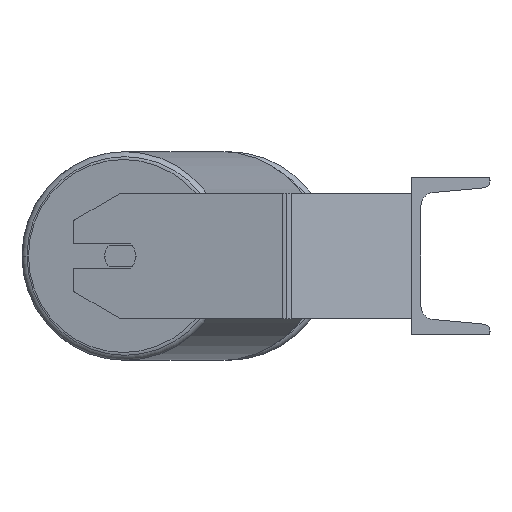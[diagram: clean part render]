
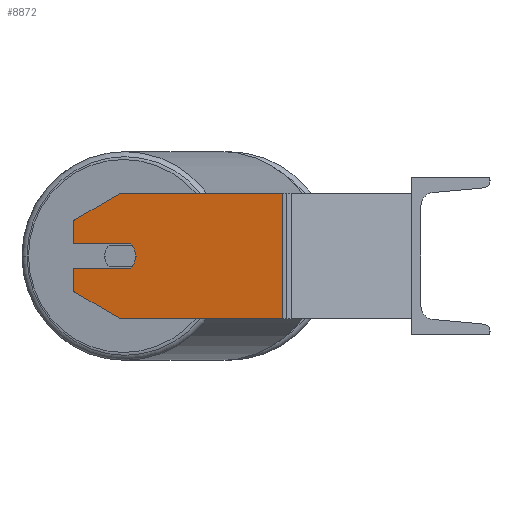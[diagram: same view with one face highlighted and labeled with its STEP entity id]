
A CAD part, left-side view. The second image highlights one B-rep face of the part: STEP entity #8872.
In plain terms, the highlighted planar face has unit normal (-0.985, 0.174, 0).
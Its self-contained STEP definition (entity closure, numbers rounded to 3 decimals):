
#199 = VERTEX_POINT ( 'NONE', #1509 ) ;
#233 = DIRECTION ( 'NONE',  ( -0.174, -0.985, 0. ) ) ;
#334 = ORIENTED_EDGE ( 'NONE', *, *, #7378, .T. ) ;
#421 = CARTESIAN_POINT ( 'NONE',  ( -582.067, 175.909, 0. ) ) ;
#481 = CARTESIAN_POINT ( 'NONE',  ( -580.33, 185.757, 40. ) ) ;
#601 = CARTESIAN_POINT ( 'NONE',  ( -575.121, 215.301, 22.679 ) ) ;
#621 = VERTEX_POINT ( 'NONE', #481 ) ;
#659 = DIRECTION ( 'NONE',  ( 0.985, -0.174, 0. ) ) ;
#712 = VECTOR ( 'NONE', #7301, 1000. ) ;
#751 = VERTEX_POINT ( 'NONE', #4743 ) ;
#849 = ORIENTED_EDGE ( 'NONE', *, *, #3187, .F. ) ;
#997 = AXIS2_PLACEMENT_3D ( 'NONE', #8189, #4847, #4943 ) ;
#1193 = CARTESIAN_POINT ( 'NONE',  ( -581.372, 179.848, 8. ) ) ;
#1262 = VERTEX_POINT ( 'NONE', #1402 ) ;
#1285 = DIRECTION ( 'NONE',  ( 0.174, 0.985, 0. ) ) ;
#1402 = CARTESIAN_POINT ( 'NONE',  ( -598.552, 82.416, 40. ) ) ;
#1494 = EDGE_CURVE ( 'NONE', #751, #4368, #4970, .T. ) ;
#1509 = CARTESIAN_POINT ( 'NONE',  ( -580.33, 185.757, -40. ) ) ;
#1643 = LINE ( 'NONE', #3329, #4225 ) ;
#1708 = EDGE_CURVE ( 'NONE', #621, #1262, #8957, .T. ) ;
#1815 = VERTEX_POINT ( 'NONE', #2904 ) ;
#1862 = DIRECTION ( 'NONE',  ( -0.15, -0.853, -0.5 ) ) ;
#2000 = EDGE_CURVE ( 'NONE', #199, #8134, #8340, .T. ) ;
#2039 = VECTOR ( 'NONE', #5995, 1000. ) ;
#2077 = CARTESIAN_POINT ( 'NONE',  ( -575.121, 215.301, -22.679 ) ) ;
#2210 = VERTEX_POINT ( 'NONE', #2077 ) ;
#2368 = DIRECTION ( 'NONE',  ( 0.15, 0.853, -0.5 ) ) ;
#2538 = ORIENTED_EDGE ( 'NONE', *, *, #3056, .T. ) ;
#2574 = DIRECTION ( 'NONE',  ( -0.174, -0.985, 0. ) ) ;
#2616 = VECTOR ( 'NONE', #9078, 1000. ) ;
#2636 = DIRECTION ( 'NONE',  ( -0.174, -0.985, 0. ) ) ;
#2783 = DIRECTION ( 'NONE',  ( 0.174, 0.985, 0. ) ) ;
#2832 = ORIENTED_EDGE ( 'NONE', *, *, #3571, .T. ) ;
#2899 = VECTOR ( 'NONE', #2574, 1000. ) ;
#2904 = CARTESIAN_POINT ( 'NONE',  ( -575.121, 215.301, 8. ) ) ;
#2927 = AXIS2_PLACEMENT_3D ( 'NONE', #6987, #659, #2783 ) ;
#2937 = LINE ( 'NONE', #7868, #712 ) ;
#3004 = EDGE_CURVE ( 'NONE', #4368, #4108, #4848, .T. ) ;
#3008 = LINE ( 'NONE', #8724, #7060 ) ;
#3056 = EDGE_CURVE ( 'NONE', #6021, #1815, #7727, .T. ) ;
#3187 = EDGE_CURVE ( 'NONE', #4104, #751, #2937, .T. ) ;
#3329 = CARTESIAN_POINT ( 'NONE',  ( -580.33, 185.757, -40. ) ) ;
#3350 = CARTESIAN_POINT ( 'NONE',  ( -575.121, 215.301, 8. ) ) ;
#3421 = ORIENTED_EDGE ( 'NONE', *, *, #1494, .F. ) ;
#3565 = FACE_OUTER_BOUND ( 'NONE', #5113, .T. ) ;
#3571 = EDGE_CURVE ( 'NONE', #621, #6021, #3008, .T. ) ;
#3680 = ORIENTED_EDGE ( 'NONE', *, *, #7980, .F. ) ;
#4045 = LINE ( 'NONE', #3350, #9131 ) ;
#4104 = VERTEX_POINT ( 'NONE', #6029 ) ;
#4108 = VERTEX_POINT ( 'NONE', #1193 ) ;
#4136 = EDGE_CURVE ( 'NONE', #4108, #1815, #4045, .T. ) ;
#4209 = LINE ( 'NONE', #7811, #8052 ) ;
#4225 = VECTOR ( 'NONE', #1862, 1000. ) ;
#4264 = DIRECTION ( 'NONE',  ( 0., 0., -1. ) ) ;
#4368 = VERTEX_POINT ( 'NONE', #421 ) ;
#4743 = CARTESIAN_POINT ( 'NONE',  ( -581.372, 179.848, -8. ) ) ;
#4822 = AXIS2_PLACEMENT_3D ( 'NONE', #5193, #8158, #233 ) ;
#4847 = DIRECTION ( 'NONE',  ( -0.985, 0.174, 0. ) ) ;
#4848 = CIRCLE ( 'NONE', #997, 10. ) ;
#4943 = DIRECTION ( 'NONE',  ( -0.174, -0.985, 0. ) ) ;
#4970 = CIRCLE ( 'NONE', #4822, 10. ) ;
#5113 = EDGE_LOOP ( 'NONE', ( #7653, #334, #7698, #3680, #8336, #2832, #2538, #8231, #6754, #3421, #849 ) ) ;
#5193 = CARTESIAN_POINT ( 'NONE',  ( -580.33, 185.757, 0. ) ) ;
#5995 = DIRECTION ( 'NONE',  ( 0., 0., -1. ) ) ;
#6021 = VERTEX_POINT ( 'NONE', #601 ) ;
#6029 = CARTESIAN_POINT ( 'NONE',  ( -575.121, 215.301, -8. ) ) ;
#6033 = CARTESIAN_POINT ( 'NONE',  ( -575.121, 215.301, -40. ) ) ;
#6135 = CARTESIAN_POINT ( 'NONE',  ( -598.552, 82.416, 40. ) ) ;
#6754 = ORIENTED_EDGE ( 'NONE', *, *, #3004, .F. ) ;
#6797 = LINE ( 'NONE', #6135, #2039 ) ;
#6987 = CARTESIAN_POINT ( 'NONE',  ( -575.121, 215.301, 40. ) ) ;
#7002 = CARTESIAN_POINT ( 'NONE',  ( -575.121, 215.301, 40. ) ) ;
#7060 = VECTOR ( 'NONE', #2368, 1000. ) ;
#7301 = DIRECTION ( 'NONE',  ( -0.174, -0.985, 0. ) ) ;
#7378 = EDGE_CURVE ( 'NONE', #2210, #199, #1643, .T. ) ;
#7554 = EDGE_CURVE ( 'NONE', #4104, #2210, #4209, .T. ) ;
#7653 = ORIENTED_EDGE ( 'NONE', *, *, #7554, .T. ) ;
#7698 = ORIENTED_EDGE ( 'NONE', *, *, #2000, .T. ) ;
#7727 = LINE ( 'NONE', #7002, #2616 ) ;
#7811 = CARTESIAN_POINT ( 'NONE',  ( -575.121, 215.301, 40. ) ) ;
#7852 = PLANE ( 'NONE',  #2927 ) ;
#7868 = CARTESIAN_POINT ( 'NONE',  ( -581.372, 179.848, -8. ) ) ;
#7980 = EDGE_CURVE ( 'NONE', #1262, #8134, #6797, .T. ) ;
#8052 = VECTOR ( 'NONE', #4264, 1000. ) ;
#8134 = VERTEX_POINT ( 'NONE', #8658 ) ;
#8158 = DIRECTION ( 'NONE',  ( -0.985, 0.174, 0. ) ) ;
#8189 = CARTESIAN_POINT ( 'NONE',  ( -580.33, 185.757, 0. ) ) ;
#8231 = ORIENTED_EDGE ( 'NONE', *, *, #4136, .F. ) ;
#8336 = ORIENTED_EDGE ( 'NONE', *, *, #1708, .F. ) ;
#8340 = LINE ( 'NONE', #6033, #2899 ) ;
#8658 = CARTESIAN_POINT ( 'NONE',  ( -598.552, 82.416, -40. ) ) ;
#8724 = CARTESIAN_POINT ( 'NONE',  ( -575.121, 215.301, 22.679 ) ) ;
#8776 = VECTOR ( 'NONE', #2636, 1000. ) ;
#8872 = ADVANCED_FACE ( 'NONE', ( #3565 ), #7852, .F. ) ;
#8957 = LINE ( 'NONE', #9097, #8776 ) ;
#9078 = DIRECTION ( 'NONE',  ( 0., 0., -1. ) ) ;
#9097 = CARTESIAN_POINT ( 'NONE',  ( -575.121, 215.301, 40. ) ) ;
#9131 = VECTOR ( 'NONE', #1285, 1000. ) ;
